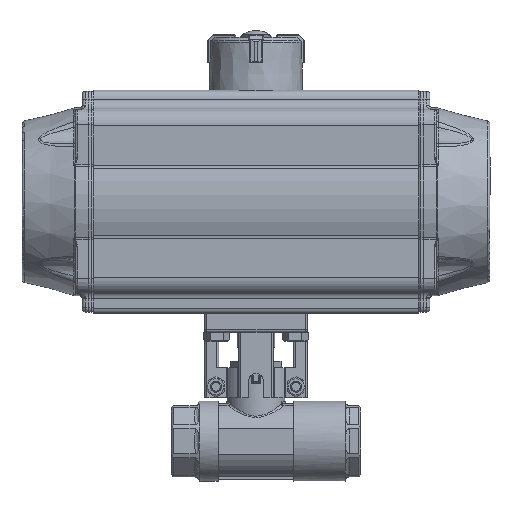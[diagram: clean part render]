
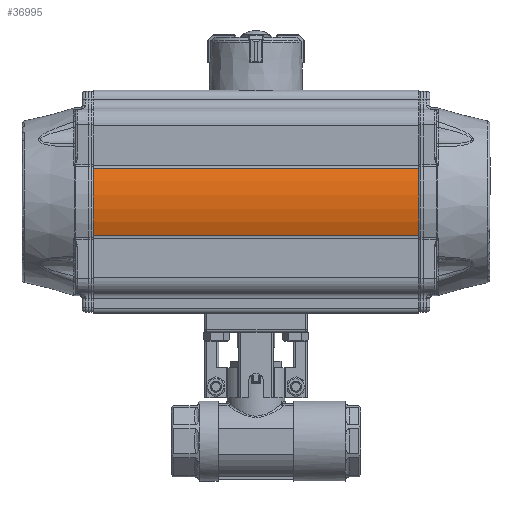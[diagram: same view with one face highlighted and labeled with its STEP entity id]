
A CAD part, left-side view. The second image highlights one B-rep face of the part: STEP entity #36995.
In plain terms, the highlighted cylindrical face has radius 42.5 mm (diameter 85 mm), a partial arc.
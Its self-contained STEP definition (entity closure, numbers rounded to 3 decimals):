
#1899=LINE('',#66735,#3825);
#1902=LINE('',#66749,#3828);
#3825=VECTOR('',#44913,1000.);
#3828=VECTOR('',#44924,1000.);
#11581=ORIENTED_EDGE('',*,*,#20147,.F.);
#11582=ORIENTED_EDGE('',*,*,#20062,.T.);
#11583=ORIENTED_EDGE('',*,*,#20148,.T.);
#11584=ORIENTED_EDGE('',*,*,#20068,.T.);
#20062=EDGE_CURVE('',#24611,#24612,#1899,.T.);
#20068=EDGE_CURVE('',#24618,#24617,#1902,.T.);
#20147=EDGE_CURVE('',#24611,#24617,#27294,.T.);
#20148=EDGE_CURVE('',#24612,#24618,#27295,.T.);
#24611=VERTEX_POINT('',#66736);
#24612=VERTEX_POINT('',#66737);
#24617=VERTEX_POINT('',#66748);
#24618=VERTEX_POINT('',#66750);
#27294=CIRCLE('',#39699,42.5);
#27295=CIRCLE('',#39700,42.5);
#29310=EDGE_LOOP('',(#11581,#11582,#11583,#11584));
#32017=FACE_BOUND('',#29310,.T.);
#33903=CYLINDRICAL_SURFACE('',#39698,42.5);
#36995=ADVANCED_FACE('',(#32017),#33903,.T.);
#39698=AXIS2_PLACEMENT_3D('',#66914,#45077,#45078);
#39699=AXIS2_PLACEMENT_3D('',#66915,#45079,#45080);
#39700=AXIS2_PLACEMENT_3D('',#66916,#45081,#45082);
#44913=DIRECTION('',(0.,0.,-1.));
#44924=DIRECTION('',(0.,0.,1.));
#45077=DIRECTION('',(0.,0.,1.));
#45078=DIRECTION('',(1.,0.,0.));
#45079=DIRECTION('',(0.,0.,1.));
#45080=DIRECTION('',(1.,0.,0.));
#45081=DIRECTION('',(0.,0.,1.));
#45082=DIRECTION('',(1.,0.,0.));
#66735=CARTESIAN_POINT('',(-39.758,15.018,0.));
#66736=CARTESIAN_POINT('',(-39.758,15.018,146.));
#66737=CARTESIAN_POINT('',(-39.758,15.018,0.));
#66748=CARTESIAN_POINT('',(-39.758,-15.018,146.));
#66749=CARTESIAN_POINT('',(-39.758,-15.018,0.));
#66750=CARTESIAN_POINT('',(-39.758,-15.018,0.));
#66914=CARTESIAN_POINT('',(0.,0.,0.));
#66915=CARTESIAN_POINT('',(0.,0.,146.));
#66916=CARTESIAN_POINT('',(0.,0.,0.));
